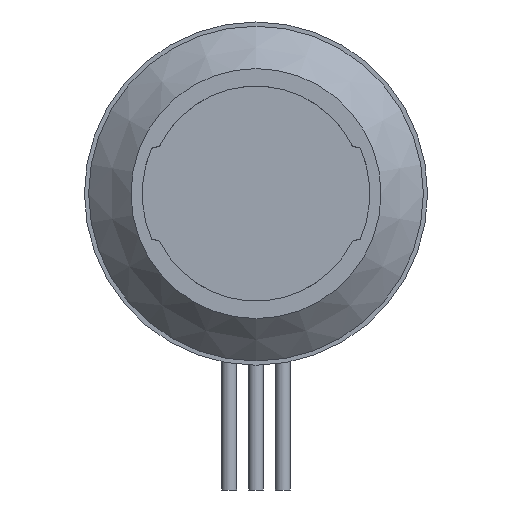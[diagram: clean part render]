
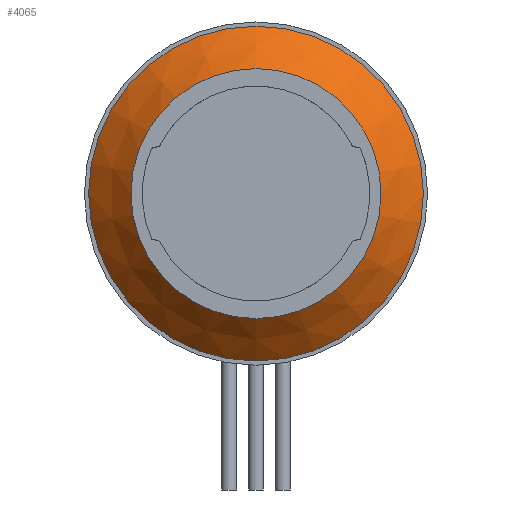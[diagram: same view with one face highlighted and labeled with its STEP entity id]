
A CAD part, front view. The second image highlights one B-rep face of the part: STEP entity #4065.
In plain terms, the highlighted conical face has half-angle 45 degrees and reference radius 7.9 mm.
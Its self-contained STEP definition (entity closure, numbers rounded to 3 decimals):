
#265=CONICAL_SURFACE('',#4365,7.9,0.785);
#624=CIRCLE('',#4366,7.9);
#625=CIRCLE('',#4367,7.9);
#626=CIRCLE('',#4368,5.9);
#734=FACE_OUTER_BOUND('',#983,.T.);
#983=EDGE_LOOP('',(#2805,#2806,#2807,#2808,#2809));
#1259=LINE('',#5747,#1493);
#1493=VECTOR('',#4780,7.9);
#1745=VERTEX_POINT('',#5742);
#1746=VERTEX_POINT('',#5743);
#1747=VERTEX_POINT('',#5746);
#2166=EDGE_CURVE('',#1745,#1746,#624,.T.);
#2167=EDGE_CURVE('',#1746,#1745,#625,.T.);
#2168=EDGE_CURVE('',#1746,#1747,#1259,.T.);
#2169=EDGE_CURVE('',#1747,#1747,#626,.T.);
#2805=ORIENTED_EDGE('',*,*,#2166,.F.);
#2806=ORIENTED_EDGE('',*,*,#2167,.F.);
#2807=ORIENTED_EDGE('',*,*,#2168,.T.);
#2808=ORIENTED_EDGE('',*,*,#2169,.F.);
#2809=ORIENTED_EDGE('',*,*,#2168,.F.);
#4065=ADVANCED_FACE('',(#734),#265,.T.);
#4365=AXIS2_PLACEMENT_3D('',#5741,#4774,#4775);
#4366=AXIS2_PLACEMENT_3D('',#5744,#4776,#4777);
#4367=AXIS2_PLACEMENT_3D('',#5745,#4778,#4779);
#4368=AXIS2_PLACEMENT_3D('',#5748,#4781,#4782);
#4774=DIRECTION('center_axis',(0.,-1.,0.));
#4775=DIRECTION('ref_axis',(0.,0.,
-1.));
#4776=DIRECTION('center_axis',(0.,-1.,0.));
#4777=DIRECTION('ref_axis',(0.,0.,
1.));
#4778=DIRECTION('center_axis',(0.,-1.,0.));
#4779=DIRECTION('ref_axis',(0.,0.,
1.));
#4780=DIRECTION('',(0.,0.707,-0.707));
#4781=DIRECTION('center_axis',(0.,1.,0.));
#4782=DIRECTION('ref_axis',(0.,0.,
1.));
#5741=CARTESIAN_POINT('Origin',(-0.804,-0.9,-0.97));
#5742=CARTESIAN_POINT('',(-0.804,-0.9,-8.87));
#5743=CARTESIAN_POINT('',(-0.804,-0.9,6.93));
#5744=CARTESIAN_POINT('Origin',(-0.804,-0.9,-0.97));
#5745=CARTESIAN_POINT('Origin',(-0.804,-0.9,-0.97));
#5746=CARTESIAN_POINT('',(-0.804,1.1,4.93));
#5747=CARTESIAN_POINT('',(-0.804,-0.9,6.93));
#5748=CARTESIAN_POINT('Origin',(-0.804,1.1,-0.97));
